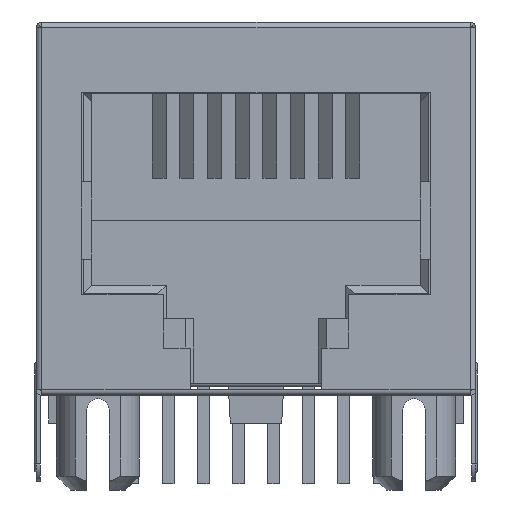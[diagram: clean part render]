
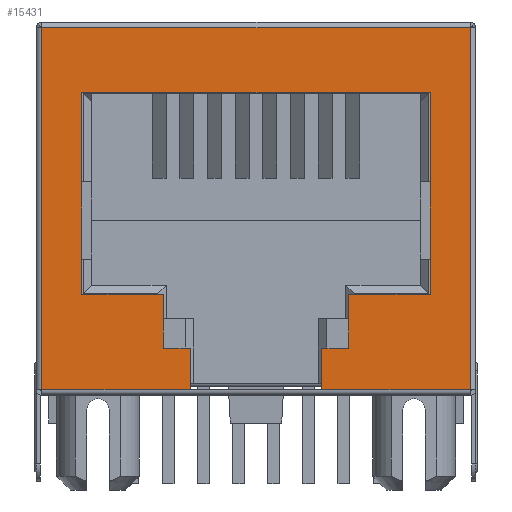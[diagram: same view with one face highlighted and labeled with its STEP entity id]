
A CAD part, front view. The second image highlights one B-rep face of the part: STEP entity #15431.
In plain terms, the highlighted face is planar.
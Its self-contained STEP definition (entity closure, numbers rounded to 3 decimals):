
#4230=ORIENTED_EDGE('',*,*,#6309,.F.);
#4231=ORIENTED_EDGE('',*,*,#6312,.F.);
#4232=ORIENTED_EDGE('',*,*,#6315,.F.);
#4233=ORIENTED_EDGE('',*,*,#6318,.F.);
#4234=ORIENTED_EDGE('',*,*,#6321,.F.);
#4235=ORIENTED_EDGE('',*,*,#6324,.F.);
#4236=ORIENTED_EDGE('',*,*,#6326,.F.);
#4237=ORIENTED_EDGE('',*,*,#6293,.F.);
#4238=ORIENTED_EDGE('',*,*,#6297,.F.);
#4239=ORIENTED_EDGE('',*,*,#6300,.F.);
#4240=ORIENTED_EDGE('',*,*,#6303,.F.);
#4241=ORIENTED_EDGE('',*,*,#6627,.F.);
#4242=ORIENTED_EDGE('',*,*,#6609,.T.);
#4243=ORIENTED_EDGE('',*,*,#6624,.T.);
#4244=ORIENTED_EDGE('',*,*,#6601,.F.);
#4245=ORIENTED_EDGE('',*,*,#6628,.F.);
#6293=EDGE_CURVE('',#7708,#7709,#8999,.T.);
#6297=EDGE_CURVE('',#7712,#7708,#9003,.T.);
#6300=EDGE_CURVE('',#7714,#7712,#9006,.T.);
#6303=EDGE_CURVE('',#7716,#7714,#9009,.T.);
#6309=EDGE_CURVE('',#7720,#7718,#9015,.T.);
#6312=EDGE_CURVE('',#7722,#7720,#9018,.T.);
#6315=EDGE_CURVE('',#7724,#7722,#9021,.T.);
#6318=EDGE_CURVE('',#7726,#7724,#9024,.T.);
#6321=EDGE_CURVE('',#7728,#7726,#9027,.T.);
#6324=EDGE_CURVE('',#7730,#7728,#9030,.T.);
#6326=EDGE_CURVE('',#7709,#7730,#9032,.T.);
#6601=EDGE_CURVE('',#7916,#7914,#9207,.T.);
#6609=EDGE_CURVE('',#7922,#7924,#9211,.T.);
#6624=EDGE_CURVE('',#7924,#7914,#9219,.T.);
#6627=EDGE_CURVE('',#7922,#7716,#9221,.T.);
#6628=EDGE_CURVE('',#7718,#7916,#9222,.T.);
#7708=VERTEX_POINT('',#25122);
#7709=VERTEX_POINT('',#25124);
#7712=VERTEX_POINT('',#25131);
#7714=VERTEX_POINT('',#25137);
#7716=VERTEX_POINT('',#25143);
#7718=VERTEX_POINT('',#25149);
#7720=VERTEX_POINT('',#25155);
#7722=VERTEX_POINT('',#25161);
#7724=VERTEX_POINT('',#25167);
#7726=VERTEX_POINT('',#25173);
#7728=VERTEX_POINT('',#25179);
#7730=VERTEX_POINT('',#25185);
#7914=VERTEX_POINT('',#25792);
#7916=VERTEX_POINT('',#25796);
#7922=VERTEX_POINT('',#25810);
#7924=VERTEX_POINT('',#25814);
#8999=LINE('',#25123,#10331);
#9003=LINE('',#25132,#10335);
#9006=LINE('',#25138,#10338);
#9009=LINE('',#25144,#10341);
#9015=LINE('',#25156,#10347);
#9018=LINE('',#25162,#10350);
#9021=LINE('',#25168,#10353);
#9024=LINE('',#25174,#10356);
#9027=LINE('',#25180,#10359);
#9030=LINE('',#25186,#10362);
#9032=LINE('',#25189,#10364);
#9207=LINE('',#25797,#10539);
#9211=LINE('',#25815,#10543);
#9219=LINE('',#25838,#10551);
#9221=LINE('',#25843,#10553);
#9222=LINE('',#25844,#10554);
#10331=VECTOR('',#18900,1000.);
#10335=VECTOR('',#18906,1000.);
#10338=VECTOR('',#18911,1000.);
#10341=VECTOR('',#18916,1000.);
#10347=VECTOR('',#18926,1000.);
#10350=VECTOR('',#18931,1000.);
#10353=VECTOR('',#18936,1000.);
#10356=VECTOR('',#18941,1000.);
#10359=VECTOR('',#18946,1000.);
#10362=VECTOR('',#18951,1000.);
#10364=VECTOR('',#18955,1000.);
#10539=VECTOR('',#19496,1000.);
#10543=VECTOR('',#19512,1000.);
#10551=VECTOR('',#19544,1000.);
#10553=VECTOR('',#19550,1000.);
#10554=VECTOR('',#19551,1000.);
#11343=EDGE_LOOP('',(#4230,#4231,#4232,#4233,#4234,#4235,#4236,#4237,#4238,
#4239,#4240,#4241,#4242,#4243,#4244,#4245));
#12165=FACE_BOUND('',#11343,.T.);
#12756=PLANE('',#16402);
#15431=ADVANCED_FACE('',(#12165),#12756,.T.);
#16402=AXIS2_PLACEMENT_3D('',#25842,#19548,#19549);
#18900=DIRECTION('',(0.,-1.,0.));
#18906=DIRECTION('',(0.,0.,-1.));
#18911=DIRECTION('',(0.,-1.,0.));
#18916=DIRECTION('',(0.,0.,-1.));
#18926=DIRECTION('',(0.,0.,1.));
#18931=DIRECTION('',(0.,-1.,0.));
#18936=DIRECTION('',(0.,0.,1.));
#18941=DIRECTION('',(0.,-1.,0.));
#18946=DIRECTION('',(0.,0.,1.));
#18951=DIRECTION('',(0.,1.,0.));
#18955=DIRECTION('',(0.,0.,-1.));
#19496=DIRECTION('',(0.,0.,-1.));
#19512=DIRECTION('',(0.,0.,-1.));
#19544=DIRECTION('',(0.,1.,0.));
#19548=DIRECTION('',(1.,0.,0.));
#19549=DIRECTION('',(0.,0.,1.));
#19550=DIRECTION('',(0.,1.,0.));
#19551=DIRECTION('',(0.,1.,0.));
#25122=CARTESIAN_POINT('',(10.575,-3.353,3.1));
#25123=CARTESIAN_POINT('',(10.575,-6.3,3.1));
#25124=CARTESIAN_POINT('',(10.575,-6.3,3.1));
#25131=CARTESIAN_POINT('',(10.575,-3.353,5.05));
#25132=CARTESIAN_POINT('',(10.575,-3.353,3.1));
#25137=CARTESIAN_POINT('',(10.575,-2.378,5.05));
#25138=CARTESIAN_POINT('',(10.575,-3.353,5.05));
#25143=CARTESIAN_POINT('',(10.575,-2.378,6.55));
#25144=CARTESIAN_POINT('',(10.575,-2.378,5.05));
#25149=CARTESIAN_POINT('',(10.575,2.372,6.55));
#25155=CARTESIAN_POINT('',(10.575,2.372,5.05));
#25156=CARTESIAN_POINT('',(10.575,2.372,5.05));
#25161=CARTESIAN_POINT('',(10.575,3.347,5.05));
#25162=CARTESIAN_POINT('',(10.575,2.372,5.05));
#25167=CARTESIAN_POINT('',(10.575,3.347,3.1));
#25168=CARTESIAN_POINT('',(10.575,3.347,5.05));
#25173=CARTESIAN_POINT('',(10.575,6.3,3.1));
#25174=CARTESIAN_POINT('',(10.575,3.347,3.1));
#25179=CARTESIAN_POINT('',(10.575,6.3,-4.2));
#25180=CARTESIAN_POINT('',(10.575,6.3,-4.2));
#25185=CARTESIAN_POINT('',(10.575,-6.3,-4.2));
#25186=CARTESIAN_POINT('',(10.575,-6.3,-4.2));
#25189=CARTESIAN_POINT('',(10.575,-6.3,-4.2));
#25792=CARTESIAN_POINT('',(10.575,7.75,-6.55));
#25796=CARTESIAN_POINT('',(10.575,7.75,6.55));
#25797=CARTESIAN_POINT('',(10.575,7.75,6.75));
#25810=CARTESIAN_POINT('',(10.575,-7.75,6.55));
#25814=CARTESIAN_POINT('',(10.575,-7.75,-6.55));
#25815=CARTESIAN_POINT('',(10.575,-7.75,6.75));
#25838=CARTESIAN_POINT('',(10.575,-7.75,-6.55));
#25842=CARTESIAN_POINT('',(10.575,-7.75,6.75));
#25843=CARTESIAN_POINT('',(10.575,-7.75,6.55));
#25844=CARTESIAN_POINT('',(10.575,-7.75,6.55));
